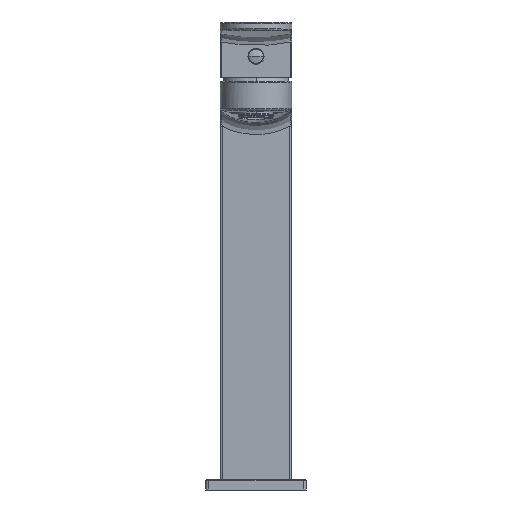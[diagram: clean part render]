
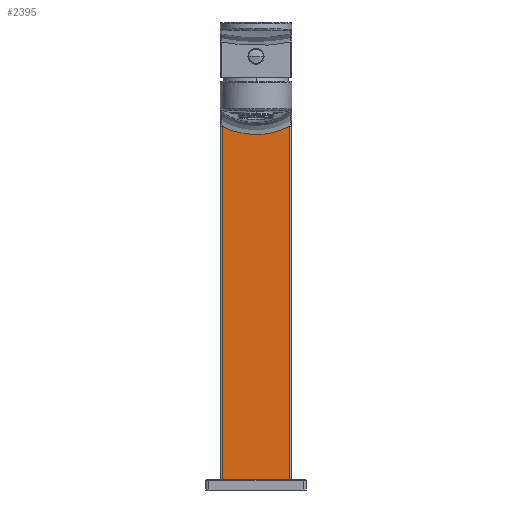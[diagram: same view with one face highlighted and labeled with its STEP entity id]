
A CAD part, front view. The second image highlights one B-rep face of the part: STEP entity #2395.
In plain terms, the highlighted face is planar.
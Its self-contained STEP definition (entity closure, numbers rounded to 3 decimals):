
#2395=ADVANCED_FACE('',(#4456),#34555,.T.);
#4456=FACE_OUTER_BOUND('',#6833,.T.);
#6833=EDGE_LOOP('',(#17651,#17652,#17653,#17654));
#17651=ORIENTED_EDGE('',*,*,#23627,.F.);
#17652=ORIENTED_EDGE('',*,*,#23625,.F.);
#17653=ORIENTED_EDGE('',*,*,#23630,.T.);
#17654=ORIENTED_EDGE('',*,*,#23063,.F.);
#23063=EDGE_CURVE('',#32716,#32719,#29058,.T.);
#23625=EDGE_CURVE('',#33118,#32715,#29365,.T.);
#23627=EDGE_CURVE('',#32715,#32716,#29367,.T.);
#23630=EDGE_CURVE('',#33118,#32719,#29369,.T.);
#29058=B_SPLINE_CURVE_WITH_KNOTS('',1,(#73918,#73919),.UNSPECIFIED.,.F.,
 .F.,(2,2),(-33.,0.),.UNSPECIFIED.);
#29365=B_SPLINE_CURVE_WITH_KNOTS('',3,(#76354,#76355,#76356,#76357,#76358,
#76359,#76360),.UNSPECIFIED.,.F.,.F.,(4,1,1,1,4),(-34.549,-26.696,
-17.274,-7.853,0.),.UNSPECIFIED.);
#29367=B_SPLINE_CURVE_WITH_KNOTS('',1,(#76370,#76371),.UNSPECIFIED.,.F.,
 .F.,(2,2),(0.,172.099),.UNSPECIFIED.);
#29369=B_SPLINE_CURVE_WITH_KNOTS('',1,(#76377,#76378),.UNSPECIFIED.,.F.,
 .F.,(2,2),(0.,172.099),.UNSPECIFIED.);
#32715=VERTEX_POINT('',#73091);
#32716=VERTEX_POINT('',#73092);
#32719=VERTEX_POINT('',#73095);
#33118=VERTEX_POINT('',#73494);
#34555=PLANE('',#37264);
#37264=AXIS2_PLACEMENT_3D('',#71297,#39093,$);
#39093=DIRECTION('',(1.,0.,0.));
#71297=CARTESIAN_POINT('',(17.5,-20.195,47.395));
#73091=CARTESIAN_POINT('',(17.5,16.5,237.099));
#73092=CARTESIAN_POINT('',(17.5,16.5,65.));
#73095=CARTESIAN_POINT('',(17.5,-16.5,65.));
#73494=CARTESIAN_POINT('',(17.5,-16.5,237.099));
#73918=CARTESIAN_POINT('',(17.5,16.5,65.));
#73919=CARTESIAN_POINT('',(17.5,-16.5,65.));
#76354=CARTESIAN_POINT('',(17.5,-16.5,237.099));
#76355=CARTESIAN_POINT('',(17.5,-14.215,235.858));
#76356=CARTESIAN_POINT('',(17.5,-8.842,233.773));
#76357=CARTESIAN_POINT('',(17.5,0.,232.667));
#76358=CARTESIAN_POINT('',(17.5,8.843,233.773));
#76359=CARTESIAN_POINT('',(17.5,14.215,235.858));
#76360=CARTESIAN_POINT('',(17.5,16.5,237.099));
#76370=CARTESIAN_POINT('',(17.5,16.5,237.099));
#76371=CARTESIAN_POINT('',(17.5,16.5,65.));
#76377=CARTESIAN_POINT('',(17.5,-16.5,237.099));
#76378=CARTESIAN_POINT('',(17.5,-16.5,65.));
